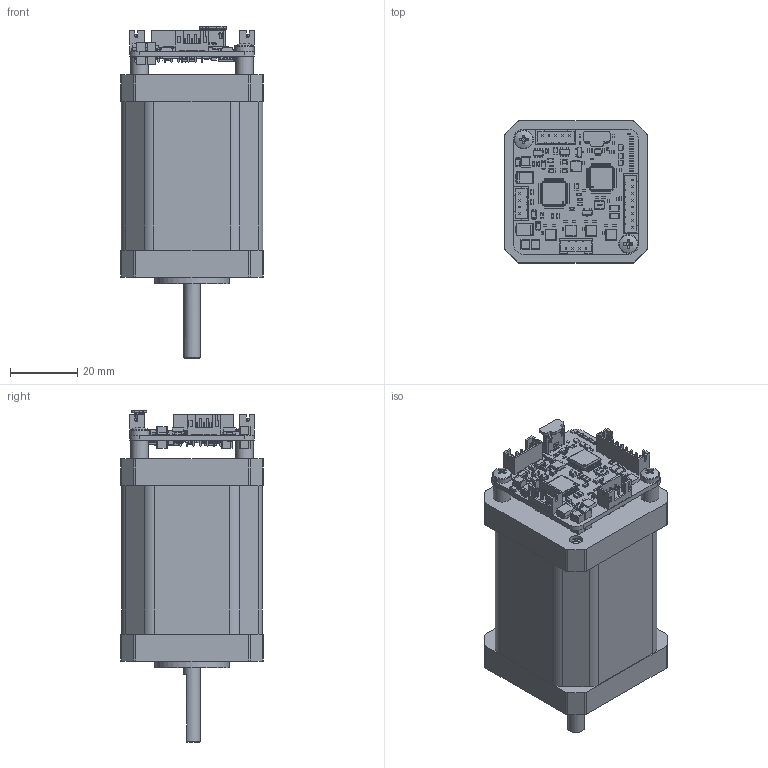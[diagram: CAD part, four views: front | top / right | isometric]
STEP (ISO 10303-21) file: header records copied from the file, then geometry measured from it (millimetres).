
FILE_DESCRIPTION(/* description */ (''),/* implementation_level */ '2;1');
FILE_NAME(/* name */ 'PD42-4-1240 v1.step',/* time_stamp */ '2019-05-29T16:05:50+02:00',/* author */ (''),/* organization */ (''),/* preprocessor_version */ 'ST-DEVELOPER v18',/* originating_system */ 'Autodesk Translation Framework v8.2.0.1029',/* authorisation */ '');
FILE_SCHEMA (('AUTOMOTIVE_DESIGN { 1 0 10303 214 3 1 1 }'));
Products named in the file (5): PD42-4-1240; Nema17-L60-1; TMCM-1240_V11-1; Part13^TMCM-1240_V11; pan head cross recess screw_iso(ISO 7045 - M3 x 4 - Z - 4N)
Assembly tree (5 placements, depth 2):
  PD42-4-1240
    Nema17-L60-1
    TMCM-1240_V11-1
    Part13^TMCM-1240_V11
    pan head cross recess screw_iso(ISO 7045 - M3 x 4 - Z - 4N)  x2
Bounding box: 42.2 x 42.2 x 98.43 mm (x, y, z)
Volume: 103163 mm3; surface area: 21930.4 mm2
Topology: 6 solids, 6 shells, 6878 faces, 19730 edges, 12890 vertices
Faces by surface type: plane 4743, cylinder 2070, bspline 31, cone 25, torus 5, sphere 4
Full cylindrical faces by diameter (mm): 0.375 x1, 0.5 x3, 0.6 x3, 1.731 x1, 2.5 x4, 3 x4, 3.2 x4, 4 x5, 5 x1, 5.2 x2, 5.6 x2, 8 x2, 22 x1
Entity records: 227763 total; most frequent: CARTESIAN_POINT 41185, ORIENTED_EDGE 39276, DIRECTION 37500, EDGE_CURVE 19638, LINE 15246, VECTOR 15246, VERTEX_POINT 12836, AXIS2_PLACEMENT_3D 11127
